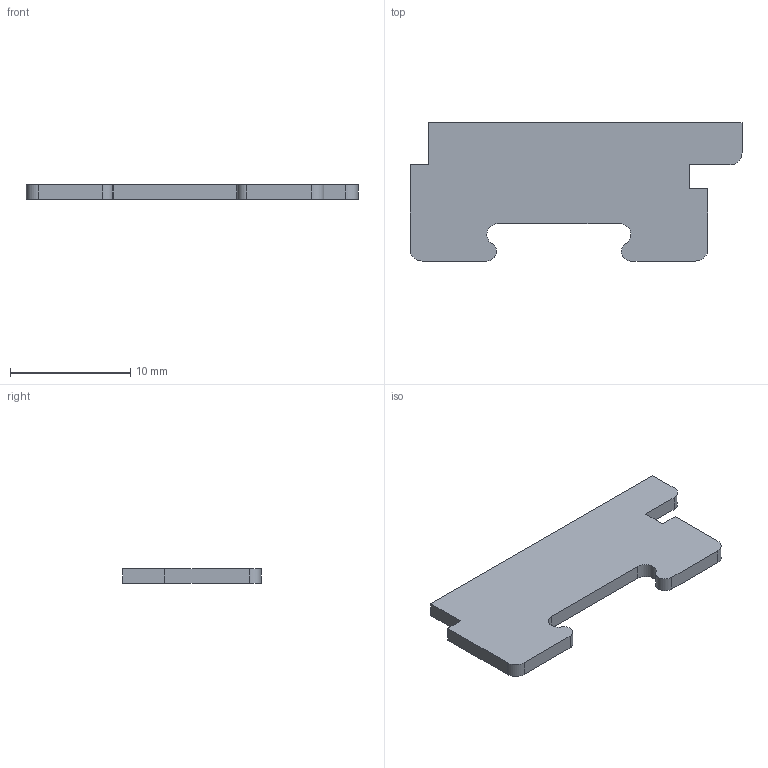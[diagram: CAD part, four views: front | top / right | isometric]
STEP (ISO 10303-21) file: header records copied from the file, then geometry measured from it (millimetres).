
FILE_DESCRIPTION((''),'2;1');
FILE_NAME('001123_000_39','2020-01-31T',('presta_be4'),(''),'CREO PARAMETRIC BY PTC INC, 2018360','CREO PARAMETRIC BY PTC INC, 2018360','');
FILE_SCHEMA(('CONFIG_CONTROL_DESIGN'));
Length unit declared in the file: millimetre
Products named in the file (1): 001123_000_39
Bounding box: 27.65 x 11.5 x 1.2 mm (x, y, z)
Volume: 301.8 mm3; surface area: 607.4 mm2
Topology: 1 solids, 1 shells, 23 faces, 63 edges, 42 vertices
Faces by surface type: plane 16, cylinder 7
Entity records: 769 total; most frequent: CARTESIAN_POINT 128, ORIENTED_EDGE 126, DIRECTION 123, EDGE_CURVE 63, VECTOR 49, LINE 49, VERTEX_POINT 42, AXIS2_PLACEMENT_3D 37
